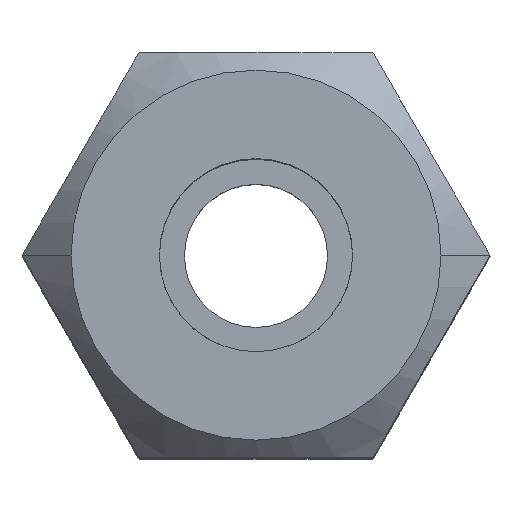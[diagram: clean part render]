
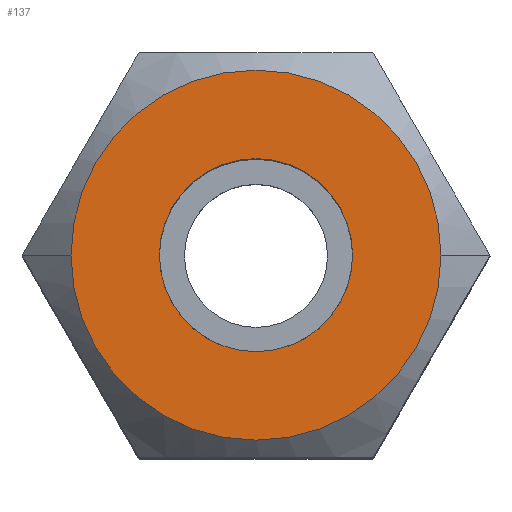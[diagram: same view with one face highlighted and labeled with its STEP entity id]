
A CAD part, top view. The second image highlights one B-rep face of the part: STEP entity #137.
In plain terms, the highlighted face is planar.
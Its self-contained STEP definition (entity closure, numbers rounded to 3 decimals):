
#11 = EDGE_CURVE ( 'NONE', #39, #20, #850, .T. ) ;
#20 = VERTEX_POINT ( 'NONE', #813 ) ;
#39 = VERTEX_POINT ( 'NONE', #692 ) ;
#40 = VERTEX_POINT ( 'NONE', #691 ) ;
#43 = VERTEX_POINT ( 'NONE', #689 ) ;
#44 = EDGE_CURVE ( 'NONE', #43, #40, #688, .T. ) ;
#137 = ADVANCED_FACE ( 'NONE', ( #974, #973 ), #1122, .F. ) ;
#139 = EDGE_LOOP ( 'NONE', ( #152, #154 ) ) ;
#151 = EDGE_LOOP ( 'NONE', ( #155, #156 ) ) ;
#152 = ORIENTED_EDGE ( 'NONE', *, *, #153, .T. ) ;
#153 = EDGE_CURVE ( 'NONE', #20, #39, #1142, .T. ) ;
#154 = ORIENTED_EDGE ( 'NONE', *, *, #11, .T. ) ;
#155 = ORIENTED_EDGE ( 'NONE', *, *, #44, .F. ) ;
#156 = ORIENTED_EDGE ( 'NONE', *, *, #157, .F. ) ;
#157 = EDGE_CURVE ( 'NONE', #40, #43, #668, .T. ) ;
#667 = CARTESIAN_POINT ( 'NONE',  ( 0., 0., -20. ) ) ;
#668 = CIRCLE ( 'NONE', #670, 7.76 ) ;
#670 = AXIS2_PLACEMENT_3D ( 'NONE', #667, #674, #673 ) ;
#673 = DIRECTION ( 'NONE',  ( 1., 0., 0. ) ) ;
#674 = DIRECTION ( 'NONE',  ( 0., 0., 1. ) ) ;
#684 = DIRECTION ( 'NONE',  ( 1., 0., 0. ) ) ;
#685 = DIRECTION ( 'NONE',  ( 0., 0., 1. ) ) ;
#686 = CARTESIAN_POINT ( 'NONE',  ( 0., 0., -20. ) ) ;
#687 = AXIS2_PLACEMENT_3D ( 'NONE', #686, #685, #684 ) ;
#688 = CIRCLE ( 'NONE', #687, 7.76 ) ;
#689 = CARTESIAN_POINT ( 'NONE',  ( 7.76, 0., -20. ) ) ;
#691 = CARTESIAN_POINT ( 'NONE',  ( -7.76, 0., -20. ) ) ;
#692 = CARTESIAN_POINT ( 'NONE',  ( 0., 4.05, -20. ) ) ;
#813 = CARTESIAN_POINT ( 'NONE',  ( 0., -4.05, -20. ) ) ;
#846 = DIRECTION ( 'NONE',  ( 0., -1., 0. ) ) ;
#847 = DIRECTION ( 'NONE',  ( 0., 0., 1. ) ) ;
#848 = CARTESIAN_POINT ( 'NONE',  ( 0., 0., -20. ) ) ;
#849 = AXIS2_PLACEMENT_3D ( 'NONE', #848, #847, #846 ) ;
#850 = CIRCLE ( 'NONE', #849, 4.05 ) ;
#973 = FACE_OUTER_BOUND ( 'NONE', #151, .T. ) ;
#974 = FACE_BOUND ( 'NONE', #139, .T. ) ;
#1117 = DIRECTION ( 'NONE',  ( 0., -1., 0. ) ) ;
#1118 = DIRECTION ( 'NONE',  ( 0., 0., 1. ) ) ;
#1119 = AXIS2_PLACEMENT_3D ( 'NONE', #1121, #1118, #1117 ) ;
#1121 = CARTESIAN_POINT ( 'NONE',  ( 0., 9.815, -20. ) ) ;
#1122 = PLANE ( 'NONE',  #1119 ) ;
#1138 = DIRECTION ( 'NONE',  ( 0., -1., 0. ) ) ;
#1139 = DIRECTION ( 'NONE',  ( 0., 0., 1. ) ) ;
#1140 = CARTESIAN_POINT ( 'NONE',  ( 0., 0., -20. ) ) ;
#1141 = AXIS2_PLACEMENT_3D ( 'NONE', #1140, #1139, #1138 ) ;
#1142 = CIRCLE ( 'NONE', #1141, 4.05 ) ;
